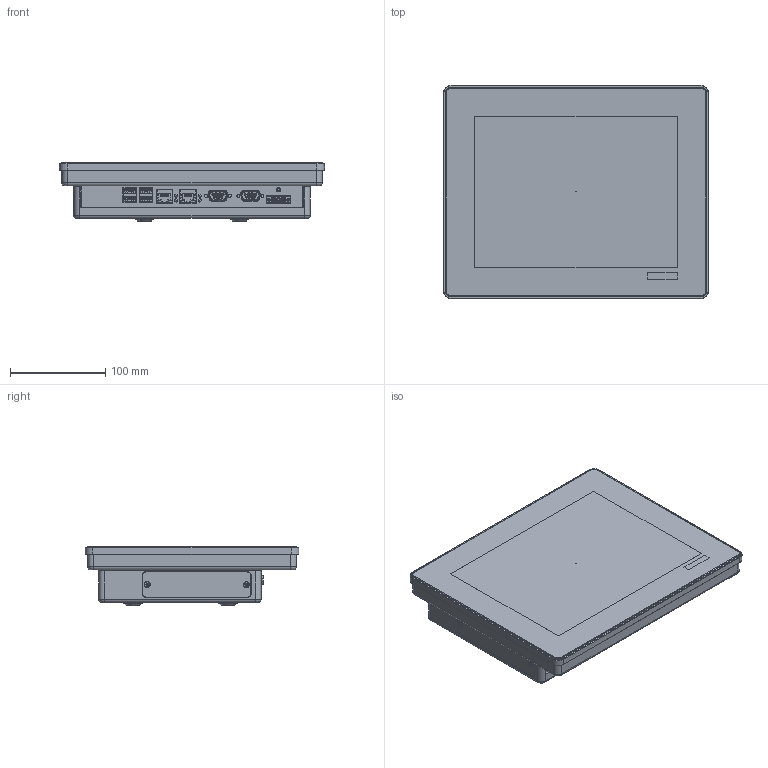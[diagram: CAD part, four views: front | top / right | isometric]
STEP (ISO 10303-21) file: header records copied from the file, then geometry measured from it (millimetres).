
FILE_DESCRIPTION((''),'2;1');
FILE_NAME('TFT-HV104PU8H19-A102E.stp','2015-11-18T09:36:13',('PC107_User'),(''),'Autodesk Inventor 2013','Autodesk Inventor 2013','');
FILE_SCHEMA(('AUTOMOTIVE_DESIGN { 1 0 10303 214 1 1 1 1 }'));
Length unit declared in the file: millimetre
Products named in the file (1): TFT-HV104PU8H19-A102E
Bounding box: 278 x 224 x 62 mm (x, y, z)
Volume: 624979.9 mm3; surface area: 404801.6 mm2
Topology: 3 solids, 41 shells, 5882 faces, 16205 edges, 10465 vertices
Faces by surface type: plane 4187, cylinder 1127, cone 252, torus 135, sphere 94, bspline 87
Full cylindrical faces by diameter (mm): 0.1 x1, 1.02 x8, 1.05 x18, 2.283 x2, 2.459 x19, 2.5 x2, 2.693 x2, 2.7 x2, 3 x36, 3.2 x8, 3.242 x4, 3.3 x4, 3.4 x12, 3.7 x4, 4.2 x3, 4.25 x3, 5.3 x10, 5.5 x2, 5.8 x8, 6 x2, 6.05 x4, 6.3 x7, 6.31 x4
Entity records: 198894 total; most frequent: CARTESIAN_POINT 45099, ORIENTED_EDGE 31514, DIRECTION 30006, EDGE_CURVE 15757, VECTOR 11930, LINE 11930, VERTEX_POINT 10330, AXIS2_PLACEMENT_3D 9038
